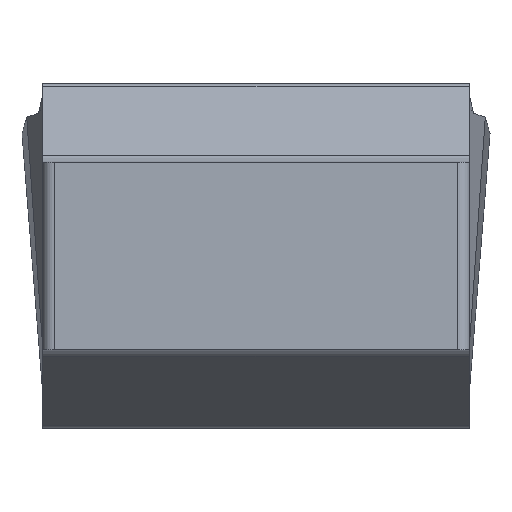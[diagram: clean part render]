
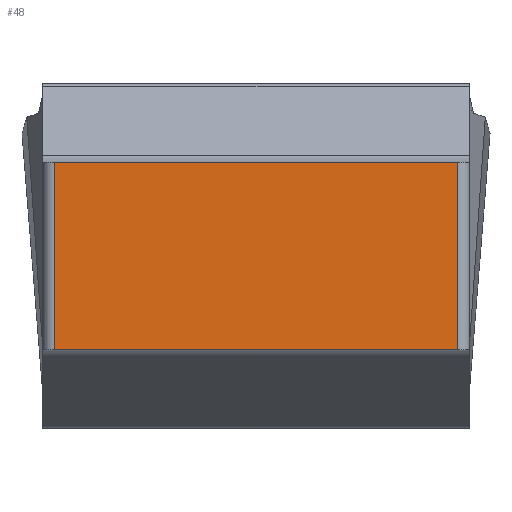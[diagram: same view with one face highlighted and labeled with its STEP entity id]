
A CAD part, front view. The second image highlights one B-rep face of the part: STEP entity #48.
In plain terms, the highlighted planar face has unit normal (0, -1, 0).
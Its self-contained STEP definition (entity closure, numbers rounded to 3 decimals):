
#48=ADVANCED_FACE('',(#94),#77,.T.);
#77=PLANE('',#633);
#94=FACE_OUTER_BOUND('',#123,.T.);
#123=EDGE_LOOP('',(#193,#194,#195,#196));
#193=ORIENTED_EDGE('',*,*,#412,.T.);
#194=ORIENTED_EDGE('',*,*,#413,.T.);
#195=ORIENTED_EDGE('',*,*,#414,.F.);
#196=ORIENTED_EDGE('',*,*,#415,.T.);
#357=VERTEX_POINT('',#981);
#358=VERTEX_POINT('',#982);
#359=VERTEX_POINT('',#984);
#360=VERTEX_POINT('',#986);
#412=EDGE_CURVE('',#357,#358,#487,.T.);
#413=EDGE_CURVE('',#358,#359,#488,.T.);
#414=EDGE_CURVE('',#360,#359,#489,.T.);
#415=EDGE_CURVE('',#360,#357,#490,.T.);
#487=LINE('',#980,#543);
#488=LINE('',#983,#544);
#489=LINE('',#985,#545);
#490=LINE('',#987,#546);
#543=VECTOR('',#712,1.);
#544=VECTOR('',#713,1.);
#545=VECTOR('',#714,1.);
#546=VECTOR('',#715,1.);
#633=AXIS2_PLACEMENT_3D('',#988,#716,#717);
#712=DIRECTION('',(1.,0.,0.));
#713=DIRECTION('',(0.,0.,1.));
#714=DIRECTION('',(1.,0.,0.));
#715=DIRECTION('',(0.,0.,-1.));
#716=DIRECTION('',(0.,-1.,0.));
#717=DIRECTION('',(1.,0.,0.));
#980=CARTESIAN_POINT('',(5.5,-14.7,-6.858));
#981=CARTESIAN_POINT('',(-5.2,-14.7,-6.858));
#982=CARTESIAN_POINT('',(5.2,-14.7,-6.858));
#983=CARTESIAN_POINT('',(5.2,-14.7,7.));
#984=CARTESIAN_POINT('',(5.2,-14.7,-2.032));
#985=CARTESIAN_POINT('',(5.5,-14.7,-2.032));
#986=CARTESIAN_POINT('',(-5.2,-14.7,-2.032));
#987=CARTESIAN_POINT('',(-5.2,-14.7,7.));
#988=CARTESIAN_POINT('',(5.5,-14.7,7.));
